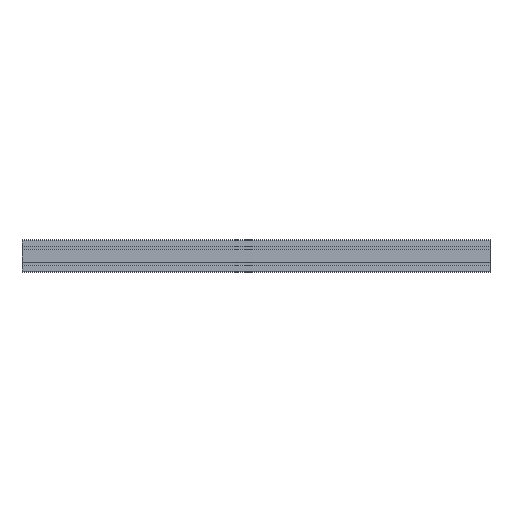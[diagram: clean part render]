
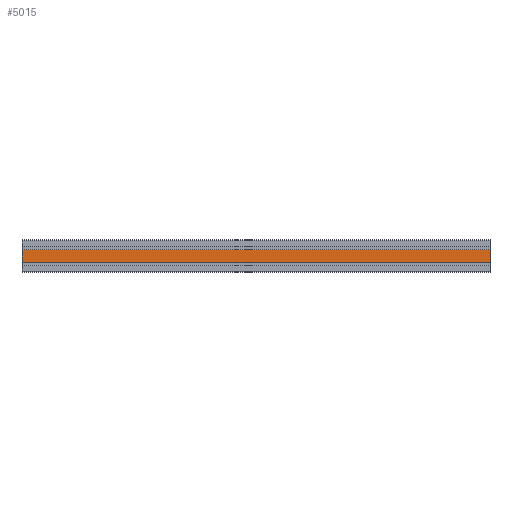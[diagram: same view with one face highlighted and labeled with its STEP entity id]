
A CAD part, top view. The second image highlights one B-rep face of the part: STEP entity #5015.
In plain terms, the highlighted planar face has unit normal (0, 0, 1).
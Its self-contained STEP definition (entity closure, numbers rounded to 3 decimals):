
#73 = PLANE('',#74);
#74 = AXIS2_PLACEMENT_3D('',#75,#76,#77);
#75 = CARTESIAN_POINT('',(1523.,-345.,-165.5));
#76 = DIRECTION('',(-1.,0.,0.));
#77 = DIRECTION('',(0.,-1.,0.));
#132 = PLANE('',#133);
#133 = AXIS2_PLACEMENT_3D('',#134,#135,#136);
#134 = CARTESIAN_POINT('',(213.,-345.,-165.5));
#135 = DIRECTION('',(-1.,0.,0.));
#136 = DIRECTION('',(0.,-1.,0.));
#3458 = VERTEX_POINT('',#3459);
#3459 = CARTESIAN_POINT('',(213.,-326.9,-120.5));
#3474 = CYLINDRICAL_SURFACE('',#3475,0.3);
#3475 = AXIS2_PLACEMENT_3D('',#3476,#3477,#3478);
#3476 = CARTESIAN_POINT('',(1523.,-326.9,-120.8));
#3477 = DIRECTION('',(1.,0.,0.));
#3478 = DIRECTION('',(0.,0.,1.));
#3486 = EDGE_CURVE('',#3487,#3458,#3489,.T.);
#3487 = VERTEX_POINT('',#3488);
#3488 = CARTESIAN_POINT('',(213.,-363.1,-120.5));
#3489 = SURFACE_CURVE('',#3490,(#3494,#3501),.PCURVE_S1.);
#3490 = LINE('',#3491,#3492);
#3491 = CARTESIAN_POINT('',(213.,-363.1,-120.5));
#3492 = VECTOR('',#3493,1.);
#3493 = DIRECTION('',(0.,1.,0.));
#3494 = PCURVE('',#132,#3495);
#3495 = DEFINITIONAL_REPRESENTATION('',(#3496),#3500);
#3496 = LINE('',#3497,#3498);
#3497 = CARTESIAN_POINT('',(18.1,45.));
#3498 = VECTOR('',#3499,1.);
#3499 = DIRECTION('',(-1.,0.));
#3500 = ( GEOMETRIC_REPRESENTATION_CONTEXT(2) 
PARAMETRIC_REPRESENTATION_CONTEXT() REPRESENTATION_CONTEXT('2D SPACE',''
  ) );
#3501 = PCURVE('',#3502,#3507);
#3502 = PLANE('',#3503);
#3503 = AXIS2_PLACEMENT_3D('',#3504,#3505,#3506);
#3504 = CARTESIAN_POINT('',(1523.,-302.5,-120.5));
#3505 = DIRECTION('',(0.,0.,1.));
#3506 = DIRECTION('',(0.,-1.,0.));
#3507 = DEFINITIONAL_REPRESENTATION('',(#3508),#3512);
#3508 = LINE('',#3509,#3510);
#3509 = CARTESIAN_POINT('',(60.6,-1310.));
#3510 = VECTOR('',#3511,1.);
#3511 = DIRECTION('',(-1.,0.));
#3512 = ( GEOMETRIC_REPRESENTATION_CONTEXT(2) 
PARAMETRIC_REPRESENTATION_CONTEXT() REPRESENTATION_CONTEXT('2D SPACE',''
  ) );
#3531 = CYLINDRICAL_SURFACE('',#3532,0.3);
#3532 = AXIS2_PLACEMENT_3D('',#3533,#3534,#3535);
#3533 = CARTESIAN_POINT('',(1523.,-363.1,-120.8));
#3534 = DIRECTION('',(1.,0.,0.));
#3535 = DIRECTION('',(0.,-1.,0.));
#4967 = VERTEX_POINT('',#4968);
#4968 = CARTESIAN_POINT('',(1523.,-363.1,-120.5));
#4994 = EDGE_CURVE('',#4967,#3487,#4995,.T.);
#4995 = SURFACE_CURVE('',#4996,(#5000,#5007),.PCURVE_S1.);
#4996 = LINE('',#4997,#4998);
#4997 = CARTESIAN_POINT('',(1523.,-363.1,-120.5));
#4998 = VECTOR('',#4999,1.);
#4999 = DIRECTION('',(-1.,0.,0.));
#5000 = PCURVE('',#3531,#5001);
#5001 = DEFINITIONAL_REPRESENTATION('',(#5002),#5006);
#5002 = LINE('',#5003,#5004);
#5003 = CARTESIAN_POINT('',(4.712,0.));
#5004 = VECTOR('',#5005,1.);
#5005 = DIRECTION('',(0.,-1.));
#5006 = ( GEOMETRIC_REPRESENTATION_CONTEXT(2) 
PARAMETRIC_REPRESENTATION_CONTEXT() REPRESENTATION_CONTEXT('2D SPACE',''
  ) );
#5007 = PCURVE('',#3502,#5008);
#5008 = DEFINITIONAL_REPRESENTATION('',(#5009),#5013);
#5009 = LINE('',#5010,#5011);
#5010 = CARTESIAN_POINT('',(60.6,0.));
#5011 = VECTOR('',#5012,1.);
#5012 = DIRECTION('',(0.,-1.));
#5013 = ( GEOMETRIC_REPRESENTATION_CONTEXT(2) 
PARAMETRIC_REPRESENTATION_CONTEXT() REPRESENTATION_CONTEXT('2D SPACE',''
  ) );
#5015 = ADVANCED_FACE('',(#5016),#3502,.T.);
#5016 = FACE_BOUND('',#5017,.F.);
#5017 = EDGE_LOOP('',(#5018,#5019,#5020,#5043));
#5018 = ORIENTED_EDGE('',*,*,#4994,.T.);
#5019 = ORIENTED_EDGE('',*,*,#3486,.T.);
#5020 = ORIENTED_EDGE('',*,*,#5021,.T.);
#5021 = EDGE_CURVE('',#3458,#5022,#5024,.T.);
#5022 = VERTEX_POINT('',#5023);
#5023 = CARTESIAN_POINT('',(1523.,-326.9,-120.5));
#5024 = SURFACE_CURVE('',#5025,(#5029,#5036),.PCURVE_S1.);
#5025 = LINE('',#5026,#5027);
#5026 = CARTESIAN_POINT('',(213.,-326.9,-120.5));
#5027 = VECTOR('',#5028,1.);
#5028 = DIRECTION('',(1.,0.,0.));
#5029 = PCURVE('',#3502,#5030);
#5030 = DEFINITIONAL_REPRESENTATION('',(#5031),#5035);
#5031 = LINE('',#5032,#5033);
#5032 = CARTESIAN_POINT('',(24.4,-1310.));
#5033 = VECTOR('',#5034,1.);
#5034 = DIRECTION('',(0.,1.));
#5035 = ( GEOMETRIC_REPRESENTATION_CONTEXT(2) 
PARAMETRIC_REPRESENTATION_CONTEXT() REPRESENTATION_CONTEXT('2D SPACE',''
  ) );
#5036 = PCURVE('',#3474,#5037);
#5037 = DEFINITIONAL_REPRESENTATION('',(#5038),#5042);
#5038 = LINE('',#5039,#5040);
#5039 = CARTESIAN_POINT('',(6.283,-1310.));
#5040 = VECTOR('',#5041,1.);
#5041 = DIRECTION('',(0.,1.));
#5042 = ( GEOMETRIC_REPRESENTATION_CONTEXT(2) 
PARAMETRIC_REPRESENTATION_CONTEXT() REPRESENTATION_CONTEXT('2D SPACE',''
  ) );
#5043 = ORIENTED_EDGE('',*,*,#5044,.T.);
#5044 = EDGE_CURVE('',#5022,#4967,#5045,.T.);
#5045 = SURFACE_CURVE('',#5046,(#5050,#5057),.PCURVE_S1.);
#5046 = LINE('',#5047,#5048);
#5047 = CARTESIAN_POINT('',(1523.,-326.9,-120.5));
#5048 = VECTOR('',#5049,1.);
#5049 = DIRECTION('',(0.,-1.,0.));
#5050 = PCURVE('',#3502,#5051);
#5051 = DEFINITIONAL_REPRESENTATION('',(#5052),#5056);
#5052 = LINE('',#5053,#5054);
#5053 = CARTESIAN_POINT('',(24.4,0.));
#5054 = VECTOR('',#5055,1.);
#5055 = DIRECTION('',(1.,0.));
#5056 = ( GEOMETRIC_REPRESENTATION_CONTEXT(2) 
PARAMETRIC_REPRESENTATION_CONTEXT() REPRESENTATION_CONTEXT('2D SPACE',''
  ) );
#5057 = PCURVE('',#73,#5058);
#5058 = DEFINITIONAL_REPRESENTATION('',(#5059),#5063);
#5059 = LINE('',#5060,#5061);
#5060 = CARTESIAN_POINT('',(-18.1,45.));
#5061 = VECTOR('',#5062,1.);
#5062 = DIRECTION('',(1.,0.));
#5063 = ( GEOMETRIC_REPRESENTATION_CONTEXT(2) 
PARAMETRIC_REPRESENTATION_CONTEXT() REPRESENTATION_CONTEXT('2D SPACE',''
  ) );
